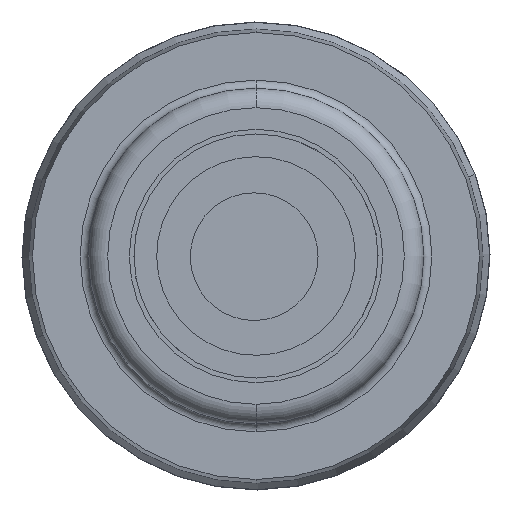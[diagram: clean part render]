
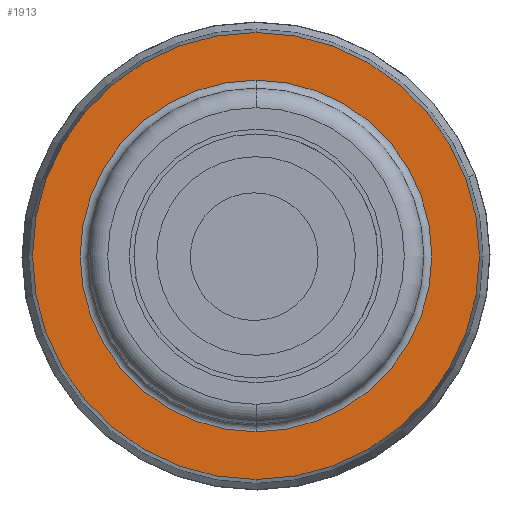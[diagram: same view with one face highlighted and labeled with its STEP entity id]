
A CAD part, front view. The second image highlights one B-rep face of the part: STEP entity #1913.
In plain terms, the highlighted planar face has unit normal (0, -1, 0).
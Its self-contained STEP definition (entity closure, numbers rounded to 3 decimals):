
#9 = FACE_BOUND ( 'NONE', #1006, .T. ) ;
#20 = CIRCLE ( 'NONE', #1354, 31.5 ) ;
#33 = CARTESIAN_POINT ( 'NONE',  ( 0., 40.885, 0. ) ) ;
#198 = DIRECTION ( 'NONE',  ( 0., 0., -1. ) ) ;
#301 = CARTESIAN_POINT ( 'NONE',  ( 0., 40.885, -24.785 ) ) ;
#365 = DIRECTION ( 'NONE',  ( 0., -1., 0. ) ) ;
#369 = ORIENTED_EDGE ( 'NONE', *, *, #1800, .T. ) ;
#456 = AXIS2_PLACEMENT_3D ( 'NONE', #2170, #1628, #1605 ) ;
#512 = DIRECTION ( 'NONE',  ( 0., -1., 0. ) ) ;
#522 = EDGE_LOOP ( 'NONE', ( #2199, #369 ) ) ;
#678 = CARTESIAN_POINT ( 'NONE',  ( 0., 40.885, 0. ) ) ;
#694 = AXIS2_PLACEMENT_3D ( 'NONE', #2204, #365, #1660 ) ;
#736 = DIRECTION ( 'NONE',  ( 0., -1., 0. ) ) ;
#833 = CARTESIAN_POINT ( 'NONE',  ( 0., 40.885, 31.5 ) ) ;
#864 = ORIENTED_EDGE ( 'NONE', *, *, #1569, .F. ) ;
#921 = FACE_OUTER_BOUND ( 'NONE', #522, .T. ) ;
#932 = CARTESIAN_POINT ( 'NONE',  ( 0., 40.885, 0. ) ) ;
#1004 = DIRECTION ( 'NONE',  ( 0., -1., 0. ) ) ;
#1006 = EDGE_LOOP ( 'NONE', ( #1497, #864 ) ) ;
#1046 = EDGE_CURVE ( 'NONE', #1858, #1593, #1869, .T. ) ;
#1274 = PLANE ( 'NONE',  #694 ) ;
#1304 = VERTEX_POINT ( 'NONE', #1876 ) ;
#1354 = AXIS2_PLACEMENT_3D ( 'NONE', #932, #1004, #1932 ) ;
#1466 = AXIS2_PLACEMENT_3D ( 'NONE', #33, #736, #198 ) ;
#1497 = ORIENTED_EDGE ( 'NONE', *, *, #1046, .F. ) ;
#1569 = EDGE_CURVE ( 'NONE', #1593, #1858, #2153, .T. ) ;
#1593 = VERTEX_POINT ( 'NONE', #2147 ) ;
#1605 = DIRECTION ( 'NONE',  ( 0., 0., -1. ) ) ;
#1628 = DIRECTION ( 'NONE',  ( 0., -1., 0. ) ) ;
#1660 = DIRECTION ( 'NONE',  ( 0., 0., -1. ) ) ;
#1661 = AXIS2_PLACEMENT_3D ( 'NONE', #678, #512, #1804 ) ;
#1667 = EDGE_CURVE ( 'NONE', #2086, #1304, #2154, .T. ) ;
#1800 = EDGE_CURVE ( 'NONE', #1304, #2086, #20, .T. ) ;
#1804 = DIRECTION ( 'NONE',  ( 0., 0., -1. ) ) ;
#1858 = VERTEX_POINT ( 'NONE', #301 ) ;
#1869 = CIRCLE ( 'NONE', #456, 24.785 ) ;
#1876 = CARTESIAN_POINT ( 'NONE',  ( 0., 40.885, -31.5 ) ) ;
#1913 = ADVANCED_FACE ( 'NONE', ( #921, #9 ), #1274, .T. ) ;
#1932 = DIRECTION ( 'NONE',  ( 0., 0., -1. ) ) ;
#2086 = VERTEX_POINT ( 'NONE', #833 ) ;
#2147 = CARTESIAN_POINT ( 'NONE',  ( 0., 40.885, 24.785 ) ) ;
#2153 = CIRCLE ( 'NONE', #1661, 24.785 ) ;
#2154 = CIRCLE ( 'NONE', #1466, 31.5 ) ;
#2170 = CARTESIAN_POINT ( 'NONE',  ( 0., 40.885, 0. ) ) ;
#2199 = ORIENTED_EDGE ( 'NONE', *, *, #1667, .T. ) ;
#2204 = CARTESIAN_POINT ( 'NONE',  ( 24.785, 40.885, 0. ) ) ;
